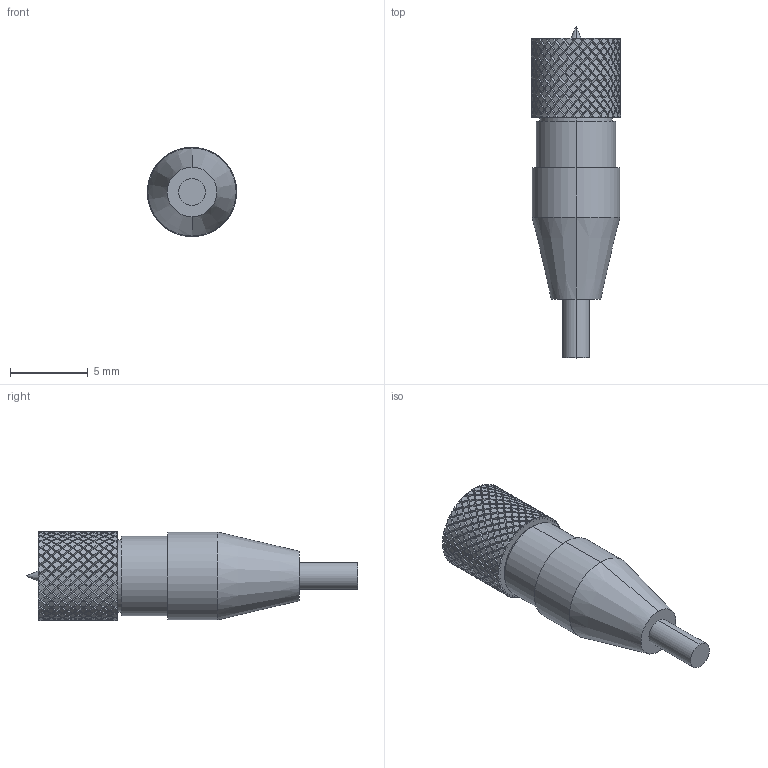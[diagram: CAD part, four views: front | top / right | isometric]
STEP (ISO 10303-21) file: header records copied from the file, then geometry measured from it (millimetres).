
FILE_DESCRIPTION (( 'STEP AP203' ), '1' );
FILE_NAME ('A1645-1-CN.STEP', '2013-11-07T13:53:21', ( '' ), ( '' ), 'SwSTEP 2.0', 'SolidWorks 2012', '' );
FILE_SCHEMA (( 'CONFIG_CONTROL_DESIGN' ));
Length unit declared in the file: inch
Products named in the file (1): A1645-1-CN
Bounding box: 5.71 x 21.29 x 5.71 mm (x, y, z)
Volume: 304 mm3; surface area: 521.6 mm2
Topology: 1 solids, 1 shells, 1588 faces, 4719 edges, 3137 vertices
Faces by surface type: bspline 1020, cylinder 535, cone 26, plane 7
Entity records: 76382 total; most frequent: CARTESIAN_POINT 48623, ORIENTED_EDGE 9434, EDGE_CURVE 4717, VERTEX_POINT 3137, B_SPLINE_CURVE_WITH_KNOTS 1800, DIRECTION 1761, EDGE_LOOP 1594, FACE_OUTER_BOUND 1588
